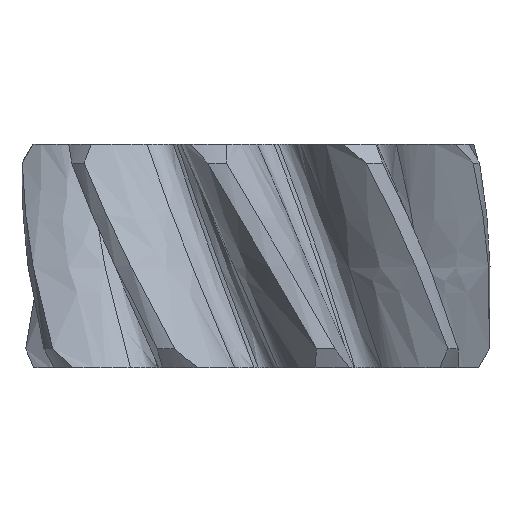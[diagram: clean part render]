
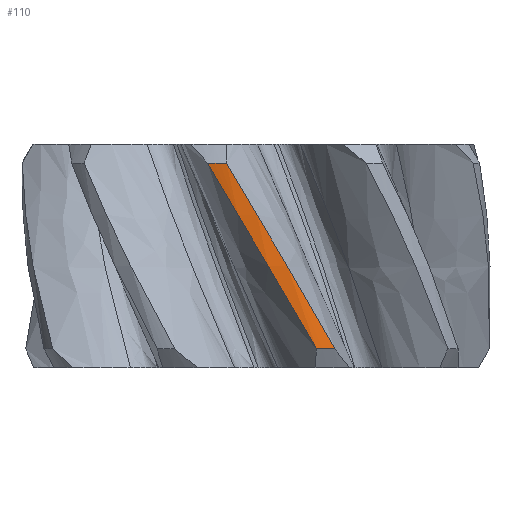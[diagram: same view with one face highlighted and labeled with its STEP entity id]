
A CAD part, left-side view. The second image highlights one B-rep face of the part: STEP entity #110.
In plain terms, the highlighted cylindrical face has radius 6.298 mm (diameter 12.597 mm), a partial arc.
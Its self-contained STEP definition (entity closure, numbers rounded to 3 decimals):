
#110=ADVANCED_FACE('',(#777),#779,.T.);
#777=FACE_BOUND('',#778,.T.);
#778=EDGE_LOOP('',(#5787,#5788,#5789,#5790));
#779=CYLINDRICAL_SURFACE('',#780,6.299);
#780=AXIS2_PLACEMENT_3D('',#781,#782,#783);
#781=CARTESIAN_POINT('',(0.,0.,0.));
#782=DIRECTION('',(0.,0.,1.));
#783=DIRECTION('',(0.,-1.,0.));
#5787=ORIENTED_EDGE('',*,*,#6219,.T.);
#5788=ORIENTED_EDGE('',*,*,#6220,.T.);
#5789=ORIENTED_EDGE('',*,*,#6221,.T.);
#5790=ORIENTED_EDGE('',*,*,#6222,.T.);
#6219=EDGE_CURVE('',#6559,#6560,#6561,.T.);
#6220=EDGE_CURVE('',#6560,#6562,#6563,.T.);
#6221=EDGE_CURVE('',#6562,#6564,#6565,.F.);
#6222=EDGE_CURVE('',#6564,#6559,#6566,.F.);
#6559=VERTEX_POINT('',#7971);
#6560=VERTEX_POINT('',#7972);
#6561=B_SPLINE_CURVE_WITH_KNOTS('',3,
(#7973,#7974,#7975,#7976,#7977,#7978,#7979,#7980),
.UNSPECIFIED.,.F.,.F.,
(4,1,1,1,1,4),
(0.,0.2,0.4,0.6,0.8,1.),
.UNSPECIFIED.);
#6562=VERTEX_POINT('',#7981);
#6563=CIRCLE('',#7982,6.299);
#6564=VERTEX_POINT('',#7986);
#6565=B_SPLINE_CURVE_WITH_KNOTS('',3,
(#7987,#7988,#7989,#7990,#7991,#7992,#7993,#7994),
.UNSPECIFIED.,.F.,.F.,
(4,1,1,1,1,4),
(0.,0.2,0.4,0.6,0.8,1.),
.UNSPECIFIED.);
#6566=CIRCLE('',#7995,6.299);
#7971=CARTESIAN_POINT('',(-5.932,-2.117,0.5));
#7972=CARTESIAN_POINT('',(-6.248,0.796,5.5));
#7973=CARTESIAN_POINT('',(-5.932,-2.117,0.5));
#7974=CARTESIAN_POINT('',(-5.998,-1.932,0.833));
#7975=CARTESIAN_POINT('',(-6.113,-1.554,1.5));
#7976=CARTESIAN_POINT('',(-6.232,-0.974,2.5));
#7977=CARTESIAN_POINT('',(-6.296,-0.385,3.5));
#7978=CARTESIAN_POINT('',(-6.304,0.207,4.5));
#7979=CARTESIAN_POINT('',(-6.273,0.6,5.167));
#7980=CARTESIAN_POINT('',(-6.248,0.796,5.5));
#7981=CARTESIAN_POINT('',(-6.162,1.302,5.5));
#7982=AXIS2_PLACEMENT_3D('',#7983,#7984,#7985);
#7983=CARTESIAN_POINT('',(0.,0.,5.5));
#7984=DIRECTION('',(0.,0.,-1.));
#7985=DIRECTION('',(-0.992,0.126,0.));
#7986=CARTESIAN_POINT('',(-6.085,-1.627,0.5));
#7987=CARTESIAN_POINT('',(-6.085,-1.627,0.5));
#7988=CARTESIAN_POINT('',(-6.136,-1.437,0.833));
#7989=CARTESIAN_POINT('',(-6.22,-1.051,1.5));
#7990=CARTESIAN_POINT('',(-6.291,-0.463,2.5));
#7991=CARTESIAN_POINT('',(-6.306,0.129,3.5));
#7992=CARTESIAN_POINT('',(-6.267,0.719,4.5));
#7993=CARTESIAN_POINT('',(-6.203,1.109,5.167));
#7994=CARTESIAN_POINT('',(-6.162,1.302,5.5));
#7995=AXIS2_PLACEMENT_3D('',#7996,#7997,#7998);
#7996=CARTESIAN_POINT('',(0.,0.,0.5));
#7997=DIRECTION('',(0.,0.,-1.));
#7998=DIRECTION('',(-0.942,-0.336,0.));
